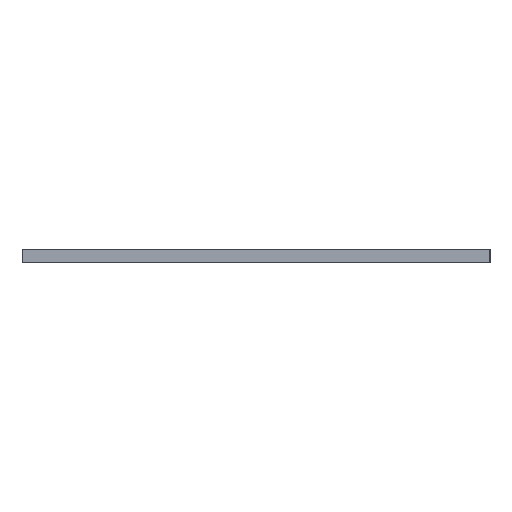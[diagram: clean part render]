
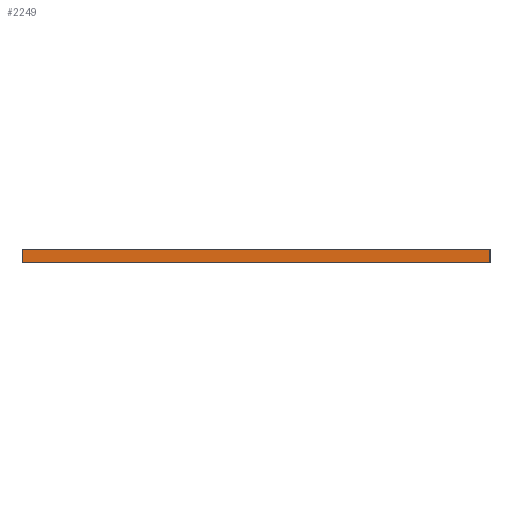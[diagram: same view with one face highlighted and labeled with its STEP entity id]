
A CAD part, left-side view. The second image highlights one B-rep face of the part: STEP entity #2249.
In plain terms, the highlighted planar face has unit normal (-1, 0, 0).
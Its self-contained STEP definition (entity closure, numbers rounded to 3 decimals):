
#101=PLANE('',#2477);
#211=FACE_OUTER_BOUND('',#321,.T.);
#321=EDGE_LOOP('',(#1861,#1862,#1863,#1864));
#569=LINE('',#3761,#789);
#570=LINE('',#3763,#790);
#571=LINE('',#3765,#791);
#572=LINE('',#3766,#792);
#789=VECTOR('',#3111,10.);
#790=VECTOR('',#3112,10.);
#791=VECTOR('',#3113,10.);
#792=VECTOR('',#3114,10.);
#1113=VERTEX_POINT('',#3759);
#1114=VERTEX_POINT('',#3760);
#1115=VERTEX_POINT('',#3762);
#1116=VERTEX_POINT('',#3764);
#1433=EDGE_CURVE('',#1113,#1114,#569,.T.);
#1434=EDGE_CURVE('',#1113,#1115,#570,.T.);
#1435=EDGE_CURVE('',#1116,#1115,#571,.T.);
#1436=EDGE_CURVE('',#1114,#1116,#572,.T.);
#1861=ORIENTED_EDGE('',*,*,#1433,.F.);
#1862=ORIENTED_EDGE('',*,*,#1434,.T.);
#1863=ORIENTED_EDGE('',*,*,#1435,.F.);
#1864=ORIENTED_EDGE('',*,*,#1436,.F.);
#2249=ADVANCED_FACE('',(#211),#101,.T.);
#2477=AXIS2_PLACEMENT_3D('',#3758,#3109,#3110);
#3109=DIRECTION('center_axis',(-1.,0.,0.));
#3110=DIRECTION('ref_axis',(0.,-1.,0.));
#3111=DIRECTION('',(0.,1.,0.));
#3112=DIRECTION('',(0.,0.,1.));
#3113=DIRECTION('',(0.,-1.,0.));
#3114=DIRECTION('',(0.,0.,1.));
#3758=CARTESIAN_POINT('Origin',(-18.75,89.49,0.));
#3759=CARTESIAN_POINT('',(-18.75,-13.56,0.));
#3760=CARTESIAN_POINT('',(-18.75,89.49,0.));
#3761=CARTESIAN_POINT('',(-18.75,-13.56,0.));
#3762=CARTESIAN_POINT('',(-18.75,-13.56,3.));
#3763=CARTESIAN_POINT('',(-18.75,-13.56,0.));
#3764=CARTESIAN_POINT('',(-18.75,89.49,3.));
#3765=CARTESIAN_POINT('',(-18.75,-13.56,3.));
#3766=CARTESIAN_POINT('',(-18.75,89.49,0.));
